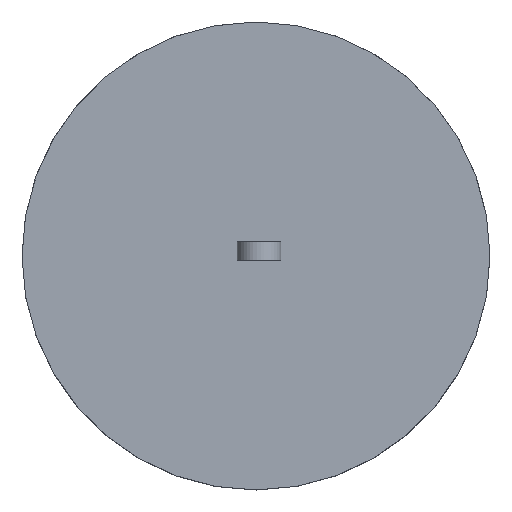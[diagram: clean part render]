
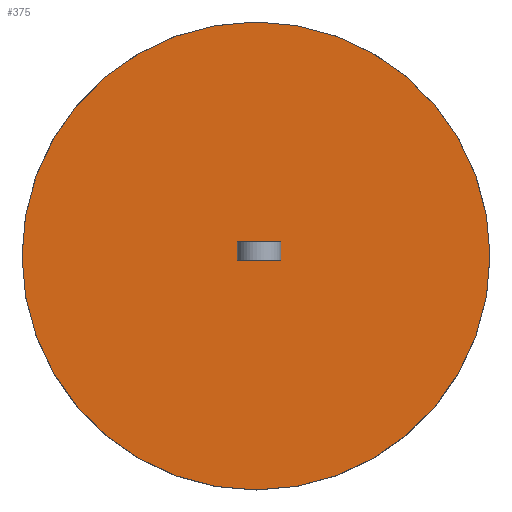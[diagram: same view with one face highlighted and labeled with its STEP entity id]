
A CAD part, front view. The second image highlights one B-rep face of the part: STEP entity #375.
In plain terms, the highlighted planar face has unit normal (0, -1, 0).
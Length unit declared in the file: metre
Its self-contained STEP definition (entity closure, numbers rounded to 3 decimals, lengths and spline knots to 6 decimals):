
#26=CIRCLE('',#415,0.0254);
#80=ORIENTED_EDGE('',*,*,#144,.F.);
#81=ORIENTED_EDGE('',*,*,#140,.F.);
#82=ORIENTED_EDGE('',*,*,#147,.T.);
#83=ORIENTED_EDGE('',*,*,#136,.F.);
#84=ORIENTED_EDGE('',*,*,#158,.F.);
#136=EDGE_CURVE('',#182,#183,#216,.T.);
#140=EDGE_CURVE('',#185,#187,#220,.T.);
#144=EDGE_CURVE('',#187,#182,#223,.T.);
#147=EDGE_CURVE('',#185,#183,#224,.T.);
#158=EDGE_CURVE('',#198,#198,#26,.T.);
#182=VERTEX_POINT('',#559);
#183=VERTEX_POINT('',#561);
#185=VERTEX_POINT('',#567);
#187=VERTEX_POINT('',#570);
#198=VERTEX_POINT('',#866);
#216=LINE('',#560,#250);
#220=LINE('',#569,#254);
#223=LINE('',#577,#257);
#224=LINE('',#582,#258);
#250=VECTOR('',#453,1.);
#254=VECTOR('',#459,1.);
#257=VECTOR('',#466,1.);
#258=VECTOR('',#473,1.);
#290=EDGE_LOOP('',(#80,#81,#82,#83));
#291=EDGE_LOOP('',(#84));
#328=FACE_BOUND('',#290,.T.);
#329=FACE_BOUND('',#291,.T.);
#355=PLANE('',#416);
#375=ADVANCED_FACE('',(#328,#329),#355,.F.);
#415=AXIS2_PLACEMENT_3D('',#865,#492,#493);
#416=AXIS2_PLACEMENT_3D('',#867,#494,#495);
#453=DIRECTION('',(0.,0.,1.));
#459=DIRECTION('',(0.,0.,-1.));
#466=DIRECTION('',(1.,0.,0.));
#473=DIRECTION('',(1.,0.,0.));
#492=DIRECTION('',(0.,1.,0.));
#493=DIRECTION('',(0.,0.,1.));
#494=DIRECTION('',(0.,1.,0.));
#495=DIRECTION('',(-1.,0.,0.));
#559=CARTESIAN_POINT('',(0.002434,0.004203,-0.004521));
#560=CARTESIAN_POINT('',(0.002434,0.004203,-0.004521));
#561=CARTESIAN_POINT('',(0.002434,0.004203,-0.002489));
#567=CARTESIAN_POINT('',(-0.002031,0.004203,-0.002489));
#569=CARTESIAN_POINT('',(-0.002031,0.004203,-0.004521));
#570=CARTESIAN_POINT('',(-0.002031,0.004203,-0.004521));
#577=CARTESIAN_POINT('',(-0.000059,0.004203,-0.004521));
#582=CARTESIAN_POINT('',(-0.000059,0.004203,-0.002489));
#865=CARTESIAN_POINT('',(-0.000174,0.004203,-0.004055));
#866=CARTESIAN_POINT('',(-0.000174,0.004203,0.021345));
#867=CARTESIAN_POINT('',(-0.000174,0.004203,-0.004055));
